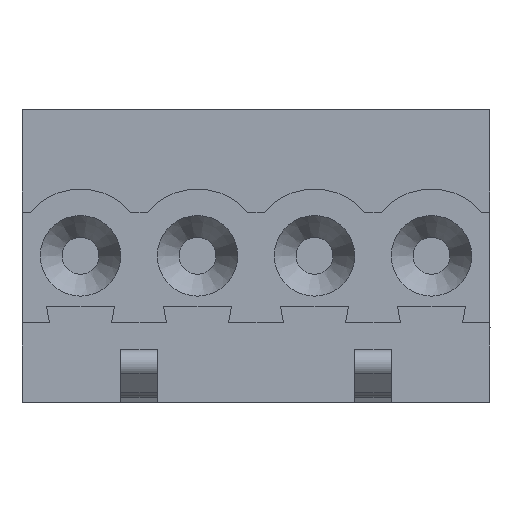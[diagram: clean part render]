
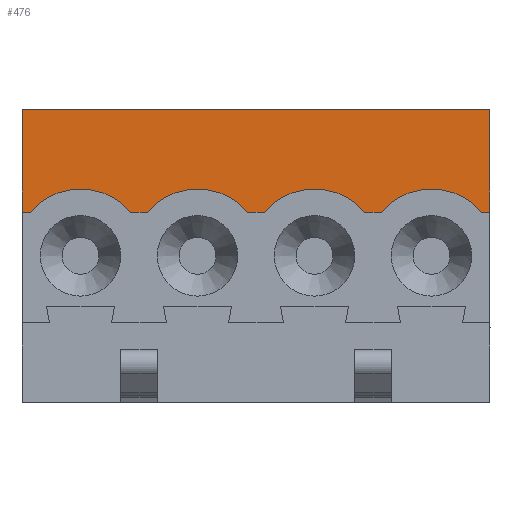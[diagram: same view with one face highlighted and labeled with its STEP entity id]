
A CAD part, front view. The second image highlights one B-rep face of the part: STEP entity #476.
In plain terms, the highlighted planar face has unit normal (0, -1, 0).
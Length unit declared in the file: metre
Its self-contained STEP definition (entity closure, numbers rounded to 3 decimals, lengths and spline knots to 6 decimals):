
#476=ADVANCED_FACE('',(#1013),#1014,.T.);
#1013=FACE_OUTER_BOUND('',#1600,.T.);
#1014=PLANE('',#1601);
#1600=EDGE_LOOP('',(#2901,#2902,#2903,#2904,#2905,#2906,#2907,#2908,#2909,#2910,#2911,#2912));
#1601=AXIS2_PLACEMENT_3D('',#2913,#2914,#2915);
#2901=ORIENTED_EDGE('',*,*,#3807,.F.);
#2902=ORIENTED_EDGE('',*,*,#3639,.F.);
#2903=ORIENTED_EDGE('',*,*,#3957,.F.);
#2904=ORIENTED_EDGE('',*,*,#3876,.F.);
#2905=ORIENTED_EDGE('',*,*,#3832,.F.);
#2906=ORIENTED_EDGE('',*,*,#3593,.F.);
#2907=ORIENTED_EDGE('',*,*,#3958,.F.);
#2908=ORIENTED_EDGE('',*,*,#3469,.F.);
#2909=ORIENTED_EDGE('',*,*,#3959,.F.);
#2910=ORIENTED_EDGE('',*,*,#3584,.F.);
#2911=ORIENTED_EDGE('',*,*,#3482,.F.);
#2912=ORIENTED_EDGE('',*,*,#3960,.F.);
#2913=CARTESIAN_POINT('',(0.03302,0.,-0.006336));
#2914=DIRECTION('',(0.,-1.0,0.));
#2915=DIRECTION('',(-1.0,0.,0.0));
#3469=EDGE_CURVE('',#4149,#4151,#4152,.T.);
#3482=EDGE_CURVE('',#4173,#4174,#4175,.T.);
#3584=EDGE_CURVE('',#4174,#4350,#4351,.T.);
#3593=EDGE_CURVE('',#4365,#4366,#4367,.T.);
#3639=EDGE_CURVE('',#4437,#4438,#4439,.T.);
#3807=EDGE_CURVE('',#4438,#4683,#4684,.T.);
#3832=EDGE_CURVE('',#4366,#4718,#4719,.T.);
#3876=EDGE_CURVE('',#4718,#4779,#4780,.T.);
#3957=EDGE_CURVE('',#4779,#4437,#4885,.T.);
#3958=EDGE_CURVE('',#4151,#4365,#4886,.T.);
#3959=EDGE_CURVE('',#4350,#4149,#4887,.T.);
#3960=EDGE_CURVE('',#4683,#4173,#4888,.T.);
#4149=VERTEX_POINT('',#5134);
#4151=VERTEX_POINT('',#5137);
#4152=LINE('',#5138,#5139);
#4173=VERTEX_POINT('',#5167);
#4174=VERTEX_POINT('',#5168);
#4175=CIRCLE('',#5169,0.0029);
#4350=VERTEX_POINT('',#5408);
#4351=LINE('',#5409,#5410);
#4365=VERTEX_POINT('',#5428);
#4366=VERTEX_POINT('',#5429);
#4367=LINE('',#5430,#5431);
#4437=VERTEX_POINT('',#5542);
#4438=VERTEX_POINT('',#5543);
#4439=LINE('',#5544,#5545);
#4683=VERTEX_POINT('',#5880);
#4684=CIRCLE('',#5881,0.0029);
#4718=VERTEX_POINT('',#5928);
#4719=LINE('',#5929,#5930);
#4779=VERTEX_POINT('',#6015);
#4780=LINE('',#6016,#6017);
#4885=CIRCLE('',#6166,0.0029);
#4886=LINE('',#6167,#6168);
#4887=CIRCLE('',#6169,0.0029);
#4888=LINE('',#6170,#6171);
#5134=CARTESIAN_POINT('',(0.000349,0.,-0.004442));
#5137=CARTESIAN_POINT('',(0.,0.,-0.004442));
#5138=CARTESIAN_POINT('',(0.,0.,-0.004442));
#5139=VECTOR('',#6374,1.0);
#5167=CARTESIAN_POINT('',(0.009811,0.,-0.004442));
#5168=CARTESIAN_POINT('',(0.005429,0.,-0.004442));
#5169=AXIS2_PLACEMENT_3D('',#6388,#6389,#6390);
#5408=CARTESIAN_POINT('',(0.004731,0.,-0.004442));
#5409=CARTESIAN_POINT('',(0.004731,0.,-0.004442));
#5410=VECTOR('',#6506,1.0);
#5428=CARTESIAN_POINT('',(0.0,0.,0.));
#5429=CARTESIAN_POINT('',(0.02032,0.0,0.));
#5430=CARTESIAN_POINT('',(-0.01016,0.,0.));
#5431=VECTOR('',#6517,1.0);
#5542=CARTESIAN_POINT('',(0.015589,0.,-0.004442));
#5543=CARTESIAN_POINT('',(0.014891,0.,-0.004442));
#5544=CARTESIAN_POINT('',(0.014891,0.,-0.004442));
#5545=VECTOR('',#6560,1.0);
#5880=CARTESIAN_POINT('',(0.010509,0.,-0.004442));
#5881=AXIS2_PLACEMENT_3D('',#6737,#6738,#6739);
#5928=CARTESIAN_POINT('',(0.02032,0.0,-0.004442));
#5929=CARTESIAN_POINT('',(0.02032,0.0,-0.006336));
#5930=VECTOR('',#6765,1.0);
#6015=CARTESIAN_POINT('',(0.019971,0.,-0.004442));
#6016=CARTESIAN_POINT('',(0.01778,0.,-0.004442));
#6017=VECTOR('',#6813,1.0);
#6166=AXIS2_PLACEMENT_3D('',#6885,#6886,#6887);
#6167=CARTESIAN_POINT('',(0.,0.,-0.003448));
#6168=VECTOR('',#6888,1.0);
#6169=AXIS2_PLACEMENT_3D('',#6889,#6890,#6891);
#6170=CARTESIAN_POINT('',(0.009811,0.,-0.004442));
#6171=VECTOR('',#6892,1.0);
#6374=DIRECTION('',(-1.0,0.,0.));
#6388=CARTESIAN_POINT('',(0.00762,0.,-0.006342));
#6389=DIRECTION('',(0.,-1.0,0.));
#6390=DIRECTION('',(-0.457,0.,-0.89));
#6506=DIRECTION('',(-1.0,0.,0.));
#6517=DIRECTION('',(1.0,0.,0.));
#6560=DIRECTION('',(-1.0,0.,0.));
#6737=CARTESIAN_POINT('',(0.0127,0.,-0.006342));
#6738=DIRECTION('',(0.,-1.0,0.));
#6739=DIRECTION('',(-0.457,0.,-0.89));
#6765=DIRECTION('',(0.,0.,-1.0));
#6813=DIRECTION('',(-1.0,0.,0.));
#6885=CARTESIAN_POINT('',(0.01778,0.,-0.006342));
#6886=DIRECTION('',(0.,-1.0,0.));
#6887=DIRECTION('',(-1.0,0.,0.));
#6888=DIRECTION('',(0.,0.,1.0));
#6889=CARTESIAN_POINT('',(0.00254,0.,-0.006342));
#6890=DIRECTION('',(0.,-1.0,0.));
#6891=DIRECTION('',(-0.457,0.,-0.89));
#6892=DIRECTION('',(-1.0,0.,0.));
